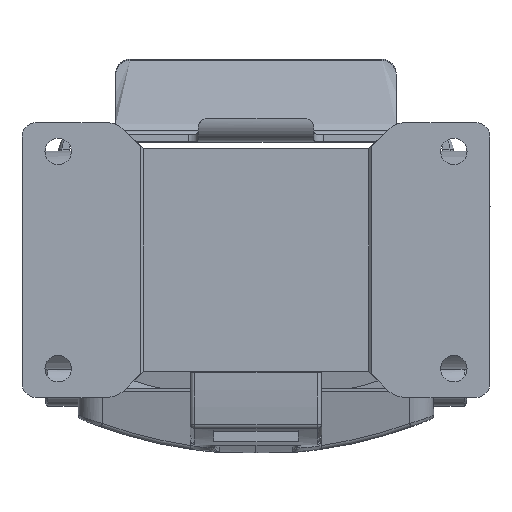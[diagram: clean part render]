
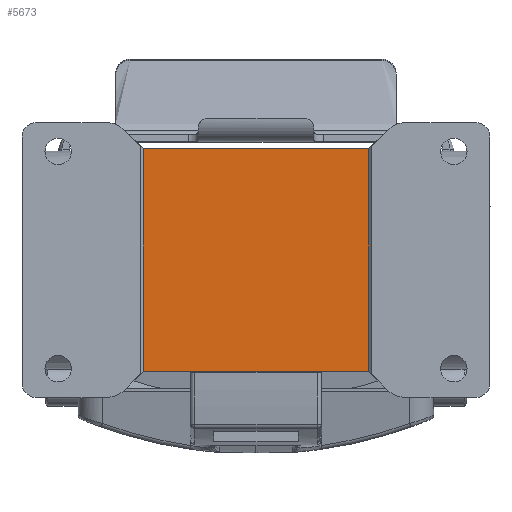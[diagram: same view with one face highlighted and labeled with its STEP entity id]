
A CAD part, front view. The second image highlights one B-rep face of the part: STEP entity #5673.
In plain terms, the highlighted planar face has unit normal (0, -1, 0).
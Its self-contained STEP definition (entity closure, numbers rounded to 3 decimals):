
#1307 = ORIENTED_EDGE ( 'NONE', *, *, #24629, .F. ) ;
#1348 = CARTESIAN_POINT ( 'NONE',  ( -23.34, -73., -23.084 ) ) ;
#1642 = DIRECTION ( 'NONE',  ( -1., 0., 0. ) ) ;
#1753 = CARTESIAN_POINT ( 'NONE',  ( 23.34, -73., 16.81 ) ) ;
#4436 = VECTOR ( 'NONE', #1642, 1000. ) ;
#5009 = ORIENTED_EDGE ( 'NONE', *, *, #22416, .F. ) ;
#5673 = ADVANCED_FACE ( 'NONE', ( #12181 ), #17604, .F. ) ;
#5888 = AXIS2_PLACEMENT_3D ( 'NONE', #10115, #23372, #12091 ) ;
#6809 = VERTEX_POINT ( 'NONE', #1348 ) ;
#6828 = LINE ( 'NONE', #1753, #11417 ) ;
#7378 = LINE ( 'NONE', #19679, #16944 ) ;
#9435 = CARTESIAN_POINT ( 'NONE',  ( 31.825, -73., -23.084 ) ) ;
#9569 = LINE ( 'NONE', #23192, #22054 ) ;
#9789 = EDGE_LOOP ( 'NONE', ( #5009, #13670, #1307, #20307 ) ) ;
#9935 = DIRECTION ( 'NONE',  ( 0., 0., -1. ) ) ;
#10115 = CARTESIAN_POINT ( 'NONE',  ( 31.825, -73., 16.81 ) ) ;
#10722 = EDGE_CURVE ( 'NONE', #13382, #6809, #9569, .T. ) ;
#10781 = CARTESIAN_POINT ( 'NONE',  ( 23.34, -73., -23.084 ) ) ;
#11417 = VECTOR ( 'NONE', #15309, 1000. ) ;
#12091 = DIRECTION ( 'NONE',  ( 0., 0., 1. ) ) ;
#12181 = FACE_OUTER_BOUND ( 'NONE', #9789, .T. ) ;
#13382 = VERTEX_POINT ( 'NONE', #14169 ) ;
#13670 = ORIENTED_EDGE ( 'NONE', *, *, #10722, .T. ) ;
#14169 = CARTESIAN_POINT ( 'NONE',  ( -23.34, -73., 23.084 ) ) ;
#14417 = EDGE_CURVE ( 'NONE', #15974, #22598, #6828, .T. ) ;
#15309 = DIRECTION ( 'NONE',  ( 0., 0., -1. ) ) ;
#15974 = VERTEX_POINT ( 'NONE', #19036 ) ;
#16944 = VECTOR ( 'NONE', #21568, 1000. ) ;
#17604 = PLANE ( 'NONE',  #5888 ) ;
#19036 = CARTESIAN_POINT ( 'NONE',  ( 23.34, -73., 23.084 ) ) ;
#19679 = CARTESIAN_POINT ( 'NONE',  ( 31.825, -73., 23.084 ) ) ;
#20307 = ORIENTED_EDGE ( 'NONE', *, *, #14417, .F. ) ;
#21568 = DIRECTION ( 'NONE',  ( 1., 0., 0. ) ) ;
#22054 = VECTOR ( 'NONE', #9935, 1000. ) ;
#22416 = EDGE_CURVE ( 'NONE', #13382, #15974, #7378, .T. ) ;
#22598 = VERTEX_POINT ( 'NONE', #10781 ) ;
#23192 = CARTESIAN_POINT ( 'NONE',  ( -23.34, -73., 16.81 ) ) ;
#23372 = DIRECTION ( 'NONE',  ( 0., 1., 0. ) ) ;
#24168 = LINE ( 'NONE', #9435, #4436 ) ;
#24629 = EDGE_CURVE ( 'NONE', #22598, #6809, #24168, .T. ) ;
